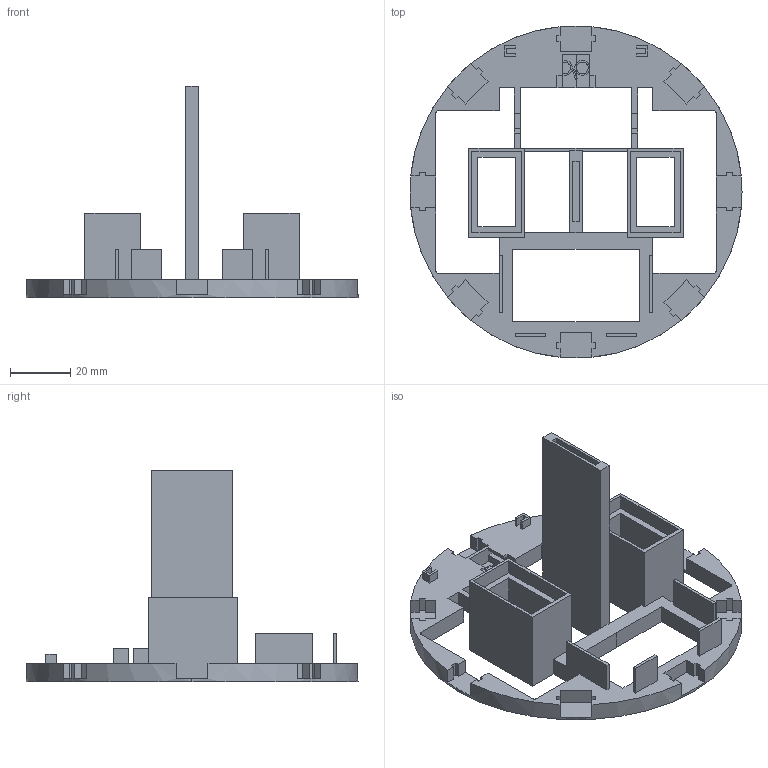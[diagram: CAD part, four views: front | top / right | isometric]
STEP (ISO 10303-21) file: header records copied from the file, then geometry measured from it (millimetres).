
FILE_DESCRIPTION(('CATIA V5 STEP Exchange'),'2;1');
FILE_NAME('Prisme_bas.stp','2020-05-25T17:38:27+00:00',('none'),('none'),'CATIA Unofficial Packaging Version SP3','CATIA V5 STEP AP203','none');
FILE_SCHEMA(('CONFIG_CONTROL_DESIGN'));
Length unit declared in the file: millimetre
Products named in the file (1): Prisme_bas2
Bounding box: 110 x 110 x 70 mm (x, y, z)
Volume: 37518.5 mm3; surface area: 33524.7 mm2
Topology: 1 solids, 1 shells, 353 faces, 983 edges, 654 vertices
Faces by surface type: plane 325, cylinder 28
Entity records: 10318 total; most frequent: ORIENTED_EDGE 1966, CARTESIAN_POINT 1827, DIRECTION 1361, EDGE_CURVE 983, VECTOR 911, LINE 911, VERTEX_POINT 654, EDGE_LOOP 391
